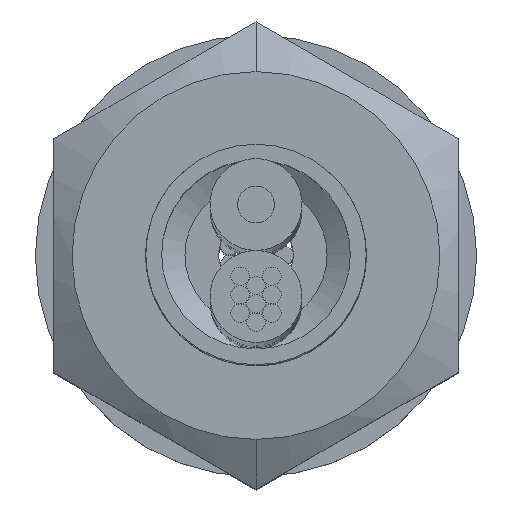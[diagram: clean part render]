
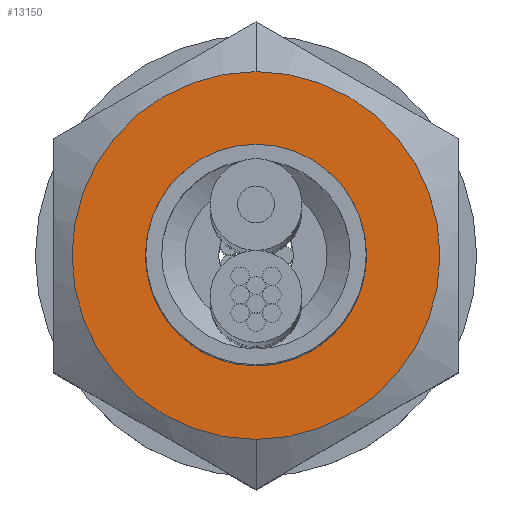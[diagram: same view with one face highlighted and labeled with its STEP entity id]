
A CAD part, top view. The second image highlights one B-rep face of the part: STEP entity #13150.
In plain terms, the highlighted planar face has unit normal (0, 0, 1).
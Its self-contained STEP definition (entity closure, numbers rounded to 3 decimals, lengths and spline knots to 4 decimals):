
#12887=CARTESIAN_POINT('',(0.,0.,2.4));
#12888=DIRECTION('',(0.,0.,1.));
#12889=DIRECTION('',(-1.,0.,0.));
#12890=AXIS2_PLACEMENT_3D('',#12887,#12888,#12889);
#12892=CARTESIAN_POINT('',(0.,0.,2.4));
#12893=DIRECTION('',(0.,0.,1.));
#12894=DIRECTION('',(1.,0.,0.));
#12895=AXIS2_PLACEMENT_3D('',#12892,#12893,#12894);
#12897=CARTESIAN_POINT('',(0.,0.,2.4));
#12898=DIRECTION('',(0.,0.,1.));
#12899=DIRECTION('',(0.,1.,0.));
#12900=AXIS2_PLACEMENT_3D('',#12897,#12898,#12899);
#12902=CARTESIAN_POINT('',(0.,0.,2.4));
#12903=DIRECTION('',(0.,0.,1.));
#12904=DIRECTION('',(0.,-1.,0.));
#12905=AXIS2_PLACEMENT_3D('',#12902,#12903,#12904);
#12908=CARTESIAN_POINT('',(-1.25,0.,2.4));
#12910=VERTEX_POINT('',#12908);
#12912=CARTESIAN_POINT('',(1.25,0.,2.4));
#12914=VERTEX_POINT('',#12912);
#12915=CARTESIAN_POINT('',(0.,2.5,2.4));
#12917=VERTEX_POINT('',#12915);
#12923=CARTESIAN_POINT('',(0.,-2.5,2.4));
#12925=VERTEX_POINT('',#12923);
#13137=CARTESIAN_POINT('',(0.,0.,2.4));
#13138=DIRECTION('',(0.,0.,1.));
#13139=DIRECTION('',(1.,0.,0.));
#13140=AXIS2_PLACEMENT_3D('',#13137,#13138,#13139);
#13141=PLANE('',#13140);
#13142=ORIENTED_EDGE('',*,*,#12962,.F.);
#13143=ORIENTED_EDGE('',*,*,#12987,.F.);
#13144=EDGE_LOOP('',(#13142,#13143));
#13145=FACE_OUTER_BOUND('',#13144,.F.);
#13146=ORIENTED_EDGE('',*,*,#13119,.T.);
#13147=ORIENTED_EDGE('',*,*,#13130,.T.);
#13148=EDGE_LOOP('',(#13146,#13147));
#13149=FACE_BOUND('',#13148,.F.);
#13150=ADVANCED_FACE('',(#13145,#13149),#13141,.T.);
#12891=CIRCLE('',#12890,1.25);
#12896=CIRCLE('',#12895,1.25);
#12901=CIRCLE('',#12900,2.5);
#12906=CIRCLE('',#12905,2.5);
#12962=EDGE_CURVE('',#12917,#12925,#12901,.T.);
#12987=EDGE_CURVE('',#12925,#12917,#12906,.T.);
#13119=EDGE_CURVE('',#12910,#12914,#12891,.T.);
#13130=EDGE_CURVE('',#12914,#12910,#12896,.T.);
